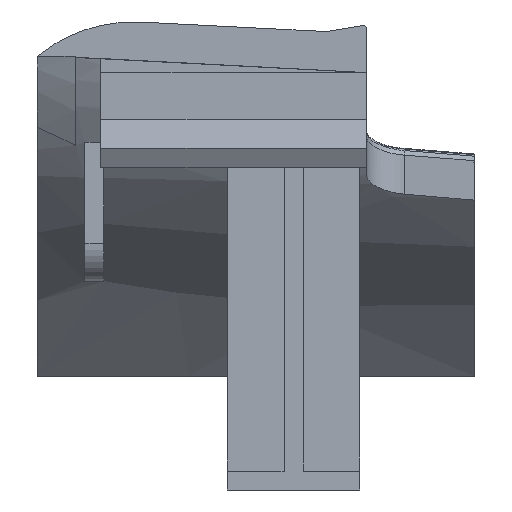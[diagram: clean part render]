
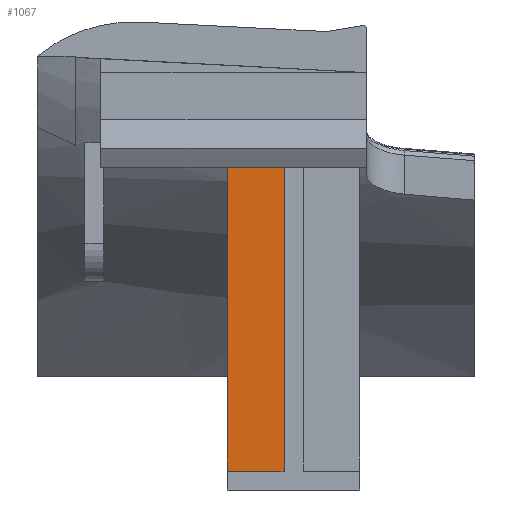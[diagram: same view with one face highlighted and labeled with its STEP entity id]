
A CAD part, front view. The second image highlights one B-rep face of the part: STEP entity #1067.
In plain terms, the highlighted planar face has unit normal (0, -1, 0).
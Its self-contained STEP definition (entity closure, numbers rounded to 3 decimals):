
#48=B_SPLINE_CURVE_WITH_KNOTS('',3,(#1461,#1462,#1463,#1464,#1465,#1466,
#1467,#1468,#1469,#1470),.UNSPECIFIED.,.F.,.F.,(4,3,3,4),(-0.348,
-0.261,-0.178,-0.05),
 .UNSPECIFIED.);
#110=FACE_OUTER_BOUND('',#172,.T.);
#172=EDGE_LOOP('',(#723,#724,#725,#726));
#240=LINE('',#1415,#336);
#251=LINE('',#1448,#347);
#255=LINE('',#1460,#351);
#336=VECTOR('',#1205,10.);
#347=VECTOR('',#1224,10.);
#351=VECTOR('',#1230,10.);
#432=VERTEX_POINT('',#1413);
#433=VERTEX_POINT('',#1414);
#443=VERTEX_POINT('',#1447);
#446=VERTEX_POINT('',#1459);
#537=EDGE_CURVE('',#432,#433,#240,.T.);
#550=EDGE_CURVE('',#443,#432,#251,.T.);
#555=EDGE_CURVE('',#446,#433,#255,.T.);
#556=EDGE_CURVE('',#443,#446,#48,.T.);
#723=ORIENTED_EDGE('',*,*,#537,.T.);
#724=ORIENTED_EDGE('',*,*,#555,.F.);
#725=ORIENTED_EDGE('',*,*,#556,.F.);
#726=ORIENTED_EDGE('',*,*,#550,.T.);
#1022=PLANE('',#1143);
#1067=ADVANCED_FACE('',(#110),#1022,.T.);
#1143=AXIS2_PLACEMENT_3D('',#1458,#1228,#1229);
#1205=DIRECTION('',(1.,0.,0.));
#1224=DIRECTION('',(0.,0.,-1.));
#1228=DIRECTION('center_axis',(0.,-1.,0.));
#1229=DIRECTION('ref_axis',(-1.,0.,0.));
#1230=DIRECTION('',(0.,0.,-1.));
#1413=CARTESIAN_POINT('',(10.,103.,10.));
#1414=CARTESIAN_POINT('',(13.,103.,10.));
#1415=CARTESIAN_POINT('',(13.25,103.,10.));
#1447=CARTESIAN_POINT('',(10.,103.,29.267));
#1448=CARTESIAN_POINT('',(10.,103.,30.));
#1458=CARTESIAN_POINT('Origin',(13.,103.,30.));
#1459=CARTESIAN_POINT('',(13.,103.,29.122));
#1460=CARTESIAN_POINT('',(13.,103.,30.));
#1461=CARTESIAN_POINT('Ctrl Pts',(10.002,102.999,29.267));
#1462=CARTESIAN_POINT('Ctrl Pts',(10.292,102.999,29.254));
#1463=CARTESIAN_POINT('Ctrl Pts',(10.582,102.999,29.241));
#1464=CARTESIAN_POINT('Ctrl Pts',(10.873,102.999,29.227));
#1465=CARTESIAN_POINT('Ctrl Pts',(11.153,102.999,29.214));
#1466=CARTESIAN_POINT('Ctrl Pts',(11.433,102.999,29.2));
#1467=CARTESIAN_POINT('Ctrl Pts',(11.712,102.999,29.187));
#1468=CARTESIAN_POINT('Ctrl Pts',(12.143,102.999,29.166));
#1469=CARTESIAN_POINT('Ctrl Pts',(12.573,102.999,29.144));
#1470=CARTESIAN_POINT('Ctrl Pts',(13.001,102.999,29.122));
